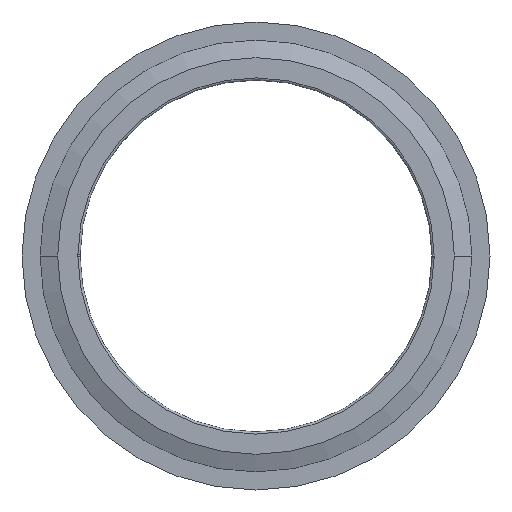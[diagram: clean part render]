
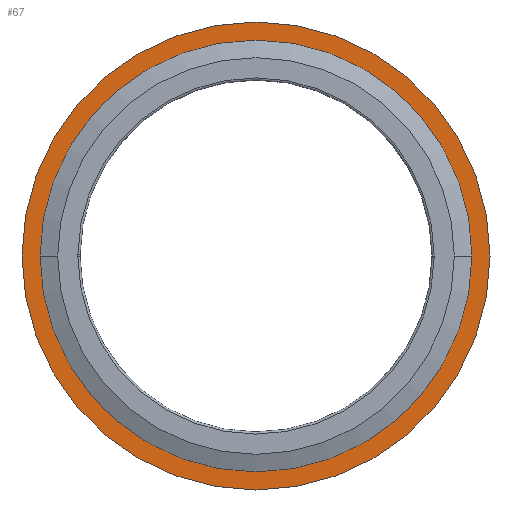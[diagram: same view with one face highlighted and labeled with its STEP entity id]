
A CAD part, front view. The second image highlights one B-rep face of the part: STEP entity #67.
In plain terms, the highlighted planar face has unit normal (0, -1, 0).
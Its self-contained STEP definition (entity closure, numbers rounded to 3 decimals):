
#67=ADVANCED_FACE('',(#98,#99),#100,.F.);
#98=FACE_OUTER_BOUND('',#160,.T.);
#99=FACE_BOUND('',#161,.T.);
#100=PLANE('',#162);
#160=EDGE_LOOP('',(#232,#233));
#161=EDGE_LOOP('',(#234,#235));
#162=AXIS2_PLACEMENT_3D('',#236,#237,#238);
#232=ORIENTED_EDGE('',*,*,#418,.F.);
#233=ORIENTED_EDGE('',*,*,#423,.T.);
#234=ORIENTED_EDGE('',*,*,#424,.F.);
#235=ORIENTED_EDGE('',*,*,#425,.T.);
#236=CARTESIAN_POINT('',(0.0,-0.775,0.0));
#237=DIRECTION('',(0.0,1.0,0.0));
#238=DIRECTION('',(1.0,0.0,-0.0));
#418=EDGE_CURVE('',#476,#477,#478,.T.);
#423=EDGE_CURVE('',#476,#477,#485,.T.);
#424=EDGE_CURVE('',#486,#487,#488,.T.);
#425=EDGE_CURVE('',#486,#487,#489,.T.);
#476=VERTEX_POINT('',#570);
#477=VERTEX_POINT('',#571);
#478=CIRCLE('',#572,15.963);
#485=CIRCLE('',#581,15.963);
#486=VERTEX_POINT('',#582);
#487=VERTEX_POINT('',#583);
#488=CIRCLE('',#584,13.9);
#489=CIRCLE('',#585,13.9);
#570=CARTESIAN_POINT('',(-15.963,-0.775,0.0));
#571=CARTESIAN_POINT('',(15.963,-0.775,0.0));
#572=AXIS2_PLACEMENT_3D('',#678,#679,#680);
#581=AXIS2_PLACEMENT_3D('',#689,#690,#691);
#582=CARTESIAN_POINT('',(-13.9,-0.775,0.0));
#583=CARTESIAN_POINT('',(13.9,-0.775,0.0));
#584=AXIS2_PLACEMENT_3D('',#692,#693,#694);
#585=AXIS2_PLACEMENT_3D('',#695,#696,#697);
#678=CARTESIAN_POINT('',(0.0,-0.775,0.0));
#679=DIRECTION('',(0.0,1.0,0.0));
#680=DIRECTION('',(-1.0,0.0,0.0));
#689=CARTESIAN_POINT('',(0.0,-0.775,0.0));
#690=DIRECTION('',(0.0,-1.0,0.0));
#691=DIRECTION('',(-1.0,0.0,0.0));
#692=CARTESIAN_POINT('',(0.0,-0.775,0.0));
#693=DIRECTION('',(0.0,-1.0,0.0));
#694=DIRECTION('',(-1.0,0.0,0.0));
#695=CARTESIAN_POINT('',(0.0,-0.775,0.0));
#696=DIRECTION('',(0.0,1.0,0.0));
#697=DIRECTION('',(-1.0,0.0,0.0));
